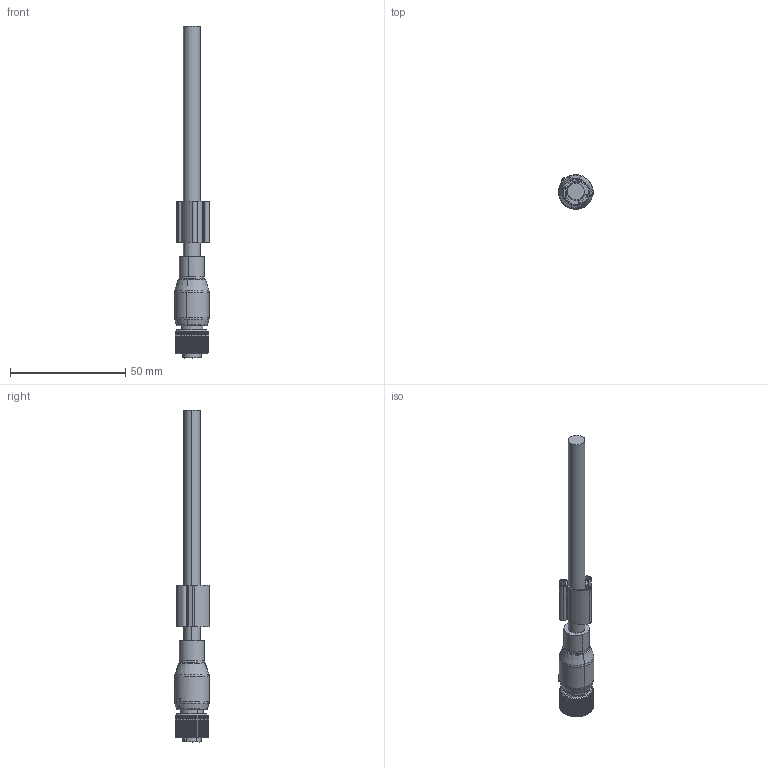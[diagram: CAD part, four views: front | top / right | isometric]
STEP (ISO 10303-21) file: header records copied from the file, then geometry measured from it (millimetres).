
FILE_DESCRIPTION(('CATIA V5 STEP Exchange','CAx-IF Rec.Pracs.--- Model Styling and Organization---1.5--- 2016-08-15','CAx-IF Rec.Pracs.---Supplemental Geometry---1.0---2011-11-01','CAx-IF Rec.Pracs.--- Composite Materials ---1.1---2010-07-15'),'2;1');
FILE_NAME ('197520-2_0', '2025-11-03T08:48:26+00:00', ('none'), ('Weidmueller'), 'CATIA Version 5-6 Release 2024 SP4', 'CATIA V5 STEP AP214 v3', 'none');
FILE_SCHEMA(('AUTOMOTIVE_DESIGN { 1 0 10303 214 1 1 1 1 }'));
Length unit declared in the file: millimetre
Products named in the file (1): 1434860000
Bounding box: 15.13 x 15.02 x 144 mm (x, y, z)
Volume: 10372.5 mm3; surface area: 8227.7 mm2
Topology: 3 solids, 13 shells, 795 faces, 2133 edges, 1373 vertices
Faces by surface type: cylinder 319, plane 295, cone 104, torus 50, bspline 16, revolution 11
Entity records: 25400 total; most frequent: CARTESIAN_POINT 7351, ORIENTED_EDGE 4230, DIRECTION 2625, EDGE_CURVE 2115, VERTEX_POINT 1373, AXIS2_PLACEMENT_3D 1273, EDGE_LOOP 846, VECTOR 818
